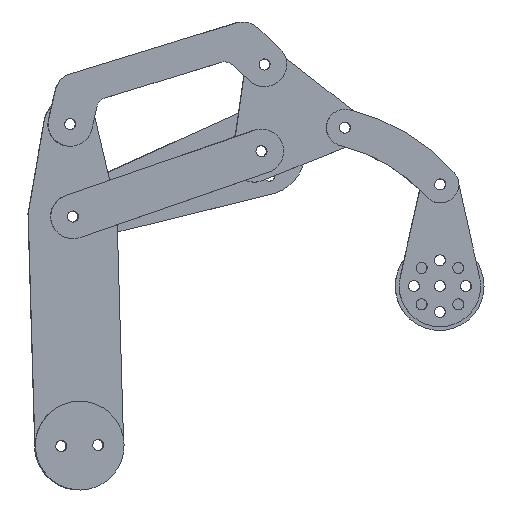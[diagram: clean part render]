
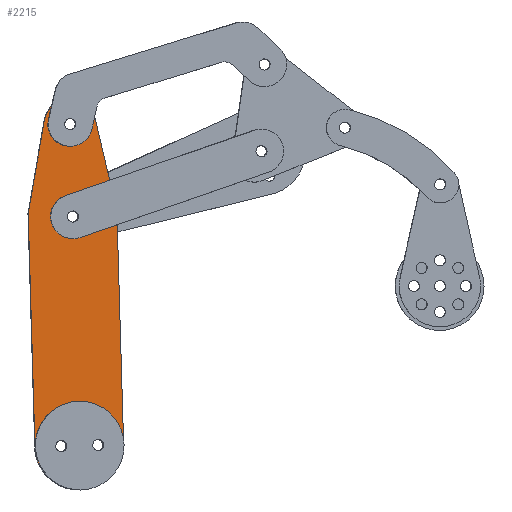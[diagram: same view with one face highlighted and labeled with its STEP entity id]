
A CAD part, top view. The second image highlights one B-rep face of the part: STEP entity #2215.
In plain terms, the highlighted face is planar.
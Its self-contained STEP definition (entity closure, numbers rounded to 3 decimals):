
#9 = CARTESIAN_POINT ( 'NONE',  ( 25., 0., 4. ) ) ;
#64 = ORIENTED_EDGE ( 'NONE', *, *, #2161, .T. ) ;
#128 = FACE_BOUND ( 'NONE', #4910, .T. ) ;
#222 = CARTESIAN_POINT ( 'NONE',  ( 87., 5., 4. ) ) ;
#244 = AXIS2_PLACEMENT_3D ( 'NONE', #2865, #3725, #2407 ) ;
#303 = AXIS2_PLACEMENT_3D ( 'NONE', #321, #4049, #1744 ) ;
#321 = CARTESIAN_POINT ( 'NONE',  ( 25., 0., 4. ) ) ;
#339 = VERTEX_POINT ( 'NONE', #5212 ) ;
#435 = AXIS2_PLACEMENT_3D ( 'NONE', #4008, #2699, #5020 ) ;
#450 = DIRECTION ( 'NONE',  ( 1., 0., 0. ) ) ;
#537 = VERTEX_POINT ( 'NONE', #4262 ) ;
#553 = CARTESIAN_POINT ( 'NONE',  ( -1.4, -6.859, 4. ) ) ;
#586 = CARTESIAN_POINT ( 'NONE',  ( 87., 12., 4. ) ) ;
#603 = VECTOR ( 'NONE', #5548, 1000. ) ;
#610 = AXIS2_PLACEMENT_3D ( 'NONE', #918, #1989, #2821 ) ;
#637 = DIRECTION ( 'NONE',  ( 1., 0., 0. ) ) ;
#901 = ORIENTED_EDGE ( 'NONE', *, *, #1453, .F. ) ;
#918 = CARTESIAN_POINT ( 'NONE',  ( 87., -5., 4. ) ) ;
#948 = EDGE_CURVE ( 'NONE', #4921, #5029, #3936, .T. ) ;
#954 = DIRECTION ( 'NONE',  ( 0., 0., 1. ) ) ;
#958 = EDGE_LOOP ( 'NONE', ( #5649, #1955 ) ) ;
#997 = FACE_BOUND ( 'NONE', #5262, .T. ) ;
#999 = ORIENTED_EDGE ( 'NONE', *, *, #4254, .F. ) ;
#1004 = CARTESIAN_POINT ( 'NONE',  ( 0., 0., 4. ) ) ;
#1028 = CARTESIAN_POINT ( 'NONE',  ( 22.6, 11.758, 4. ) ) ;
#1038 = AXIS2_PLACEMENT_3D ( 'NONE', #3792, #5285, #5229 ) ;
#1152 = CARTESIAN_POINT ( 'NONE',  ( 0., 12., 4. ) ) ;
#1348 = VERTEX_POINT ( 'NONE', #1364 ) ;
#1364 = CARTESIAN_POINT ( 'NONE',  ( 85.5, 5., 4. ) ) ;
#1406 = CARTESIAN_POINT ( 'NONE',  ( 0., 0., 4. ) ) ;
#1443 = AXIS2_PLACEMENT_3D ( 'NONE', #4653, #954, #4181 ) ;
#1453 = EDGE_CURVE ( 'NONE', #5749, #5390, #5900, .T. ) ;
#1504 = CIRCLE ( 'NONE', #4906, 7. ) ;
#1583 = AXIS2_PLACEMENT_3D ( 'NONE', #222, #2442, #4898 ) ;
#1598 = LINE ( 'NONE', #5826, #2199 ) ;
#1649 = VERTEX_POINT ( 'NONE', #1979 ) ;
#1665 = EDGE_CURVE ( 'NONE', #4960, #339, #1598, .T. ) ;
#1744 = DIRECTION ( 'NONE',  ( 1., 0., 0. ) ) ;
#1819 = AXIS2_PLACEMENT_3D ( 'NONE', #1004, #5571, #6009 ) ;
#1834 = ORIENTED_EDGE ( 'NONE', *, *, #4967, .F. ) ;
#1911 = DIRECTION ( 'NONE',  ( 0., 0., 1. ) ) ;
#1932 = ORIENTED_EDGE ( 'NONE', *, *, #3546, .T. ) ;
#1943 = EDGE_CURVE ( 'NONE', #2777, #2226, #4556, .T. ) ;
#1955 = ORIENTED_EDGE ( 'NONE', *, *, #5442, .F. ) ;
#1970 = EDGE_CURVE ( 'NONE', #2785, #5059, #5607, .T. ) ;
#1972 = CARTESIAN_POINT ( 'NONE',  ( 88.5, 5., 4. ) ) ;
#1979 = CARTESIAN_POINT ( 'NONE',  ( -1.4, -6.859, 4. ) ) ;
#1989 = DIRECTION ( 'NONE',  ( 0., 0., 1. ) ) ;
#2032 = ORIENTED_EDGE ( 'NONE', *, *, #948, .T. ) ;
#2091 = DIRECTION ( 'NONE',  ( 0., 0., 1. ) ) ;
#2161 = EDGE_CURVE ( 'NONE', #537, #3543, #2588, .T. ) ;
#2181 = CIRCLE ( 'NONE', #435, 1.5 ) ;
#2199 = VECTOR ( 'NONE', #4882, 1000. ) ;
#2206 = AXIS2_PLACEMENT_3D ( 'NONE', #4816, #2091, #3955 ) ;
#2215 = ADVANCED_FACE ( 'NONE', ( #2395, #4725, #128, #997, #2486 ), #4359, .T. ) ;
#2226 = VERTEX_POINT ( 'NONE', #2936 ) ;
#2253 = AXIS2_PLACEMENT_3D ( 'NONE', #1406, #1911, #450 ) ;
#2286 = AXIS2_PLACEMENT_3D ( 'NONE', #9, #4193, #3305 ) ;
#2395 = FACE_OUTER_BOUND ( 'NONE', #6019, .T. ) ;
#2407 = DIRECTION ( 'NONE',  ( 1., 0., 0. ) ) ;
#2437 = CIRCLE ( 'NONE', #2253, 1.5 ) ;
#2442 = DIRECTION ( 'NONE',  ( 0., 0., 1. ) ) ;
#2486 = FACE_BOUND ( 'NONE', #5395, .T. ) ;
#2535 = DIRECTION ( 'NONE',  ( 1., 0., 0. ) ) ;
#2560 = VERTEX_POINT ( 'NONE', #586 ) ;
#2562 = VECTOR ( 'NONE', #2831, 1000. ) ;
#2586 = CARTESIAN_POINT ( 'NONE',  ( -7., 0., 4. ) ) ;
#2588 = CIRCLE ( 'NONE', #2206, 7. ) ;
#2699 = DIRECTION ( 'NONE',  ( 0., 0., 1. ) ) ;
#2727 = EDGE_CURVE ( 'NONE', #4921, #2560, #4954, .T. ) ;
#2748 = AXIS2_PLACEMENT_3D ( 'NONE', #3863, #3433, #637 ) ;
#2768 = DIRECTION ( 'NONE',  ( 1., 0., 0. ) ) ;
#2777 = VERTEX_POINT ( 'NONE', #3905 ) ;
#2785 = VERTEX_POINT ( 'NONE', #4838 ) ;
#2821 = DIRECTION ( 'NONE',  ( 1., 0., 0. ) ) ;
#2831 = DIRECTION ( 'NONE',  ( -0.98, 0.2, 0. ) ) ;
#2865 = CARTESIAN_POINT ( 'NONE',  ( 87., -5., 4. ) ) ;
#2929 = CIRCLE ( 'NONE', #1583, 1.5 ) ;
#2936 = CARTESIAN_POINT ( 'NONE',  ( 20.1, 0., 4. ) ) ;
#3012 = ORIENTED_EDGE ( 'NONE', *, *, #3830, .F. ) ;
#3130 = CARTESIAN_POINT ( 'NONE',  ( 25., 12., 4. ) ) ;
#3177 = ORIENTED_EDGE ( 'NONE', *, *, #3347, .F. ) ;
#3231 = LINE ( 'NONE', #4621, #603 ) ;
#3305 = DIRECTION ( 'NONE',  ( 1., 0., 0. ) ) ;
#3335 = CIRCLE ( 'NONE', #610, 1.5 ) ;
#3347 = EDGE_CURVE ( 'NONE', #537, #5029, #3231, .T. ) ;
#3433 = DIRECTION ( 'NONE',  ( 0., 0., 1. ) ) ;
#3543 = VERTEX_POINT ( 'NONE', #2586 ) ;
#3546 = EDGE_CURVE ( 'NONE', #339, #2560, #3726, .T. ) ;
#3668 = VECTOR ( 'NONE', #2535, 1000. ) ;
#3725 = DIRECTION ( 'NONE',  ( 0., 0., 1. ) ) ;
#3726 = CIRCLE ( 'NONE', #2748, 12. ) ;
#3792 = CARTESIAN_POINT ( 'NONE',  ( 0., 0., 4. ) ) ;
#3830 = EDGE_CURVE ( 'NONE', #5390, #5749, #3335, .T. ) ;
#3863 = CARTESIAN_POINT ( 'NONE',  ( 87., 0., 4. ) ) ;
#3896 = CARTESIAN_POINT ( 'NONE',  ( 85.5, -5., 4. ) ) ;
#3905 = CARTESIAN_POINT ( 'NONE',  ( 29.9, 0., 4. ) ) ;
#3906 = EDGE_CURVE ( 'NONE', #3543, #1649, #1504, .T. ) ;
#3936 = CIRCLE ( 'NONE', #2286, 12. ) ;
#3955 = DIRECTION ( 'NONE',  ( 1., 0., 0. ) ) ;
#3999 = ORIENTED_EDGE ( 'NONE', *, *, #1970, .F. ) ;
#4008 = CARTESIAN_POINT ( 'NONE',  ( 87., 5., 4. ) ) ;
#4047 = ORIENTED_EDGE ( 'NONE', *, *, #1665, .T. ) ;
#4049 = DIRECTION ( 'NONE',  ( 0., 0., 1. ) ) ;
#4124 = ORIENTED_EDGE ( 'NONE', *, *, #2727, .F. ) ;
#4181 = DIRECTION ( 'NONE',  ( 1., 0., 0. ) ) ;
#4193 = DIRECTION ( 'NONE',  ( 0., 0., 1. ) ) ;
#4206 = VERTEX_POINT ( 'NONE', #1972 ) ;
#4254 = EDGE_CURVE ( 'NONE', #4960, #1649, #4735, .T. ) ;
#4262 = CARTESIAN_POINT ( 'NONE',  ( -1.4, 6.859, 4. ) ) ;
#4355 = ORIENTED_EDGE ( 'NONE', *, *, #5068, .F. ) ;
#4359 = PLANE ( 'NONE',  #1038 ) ;
#4556 = CIRCLE ( 'NONE', #1443, 4.9 ) ;
#4621 = CARTESIAN_POINT ( 'NONE',  ( -1.4, 6.859, 4. ) ) ;
#4642 = CARTESIAN_POINT ( 'NONE',  ( 1.5, 0., 4. ) ) ;
#4653 = CARTESIAN_POINT ( 'NONE',  ( 25., 0., 4. ) ) ;
#4674 = CARTESIAN_POINT ( 'NONE',  ( 0., 0., 4. ) ) ;
#4725 = FACE_BOUND ( 'NONE', #958, .T. ) ;
#4735 = LINE ( 'NONE', #553, #2562 ) ;
#4816 = CARTESIAN_POINT ( 'NONE',  ( 0., 0., 4. ) ) ;
#4838 = CARTESIAN_POINT ( 'NONE',  ( -1.5, 0., 4. ) ) ;
#4882 = DIRECTION ( 'NONE',  ( 1., 0., 0. ) ) ;
#4898 = DIRECTION ( 'NONE',  ( 1., 0., 0. ) ) ;
#4906 = AXIS2_PLACEMENT_3D ( 'NONE', #4674, #5602, #2768 ) ;
#4910 = EDGE_LOOP ( 'NONE', ( #3012, #901 ) ) ;
#4917 = ORIENTED_EDGE ( 'NONE', *, *, #3906, .T. ) ;
#4921 = VERTEX_POINT ( 'NONE', #3130 ) ;
#4954 = LINE ( 'NONE', #1152, #3668 ) ;
#4960 = VERTEX_POINT ( 'NONE', #5417 ) ;
#4967 = EDGE_CURVE ( 'NONE', #2226, #2777, #5367, .T. ) ;
#5020 = DIRECTION ( 'NONE',  ( 1., 0., 0. ) ) ;
#5029 = VERTEX_POINT ( 'NONE', #1028 ) ;
#5059 = VERTEX_POINT ( 'NONE', #4642 ) ;
#5068 = EDGE_CURVE ( 'NONE', #5059, #2785, #2437, .T. ) ;
#5128 = ORIENTED_EDGE ( 'NONE', *, *, #1943, .F. ) ;
#5205 = EDGE_CURVE ( 'NONE', #4206, #1348, #2929, .T. ) ;
#5212 = CARTESIAN_POINT ( 'NONE',  ( 87., -12., 4. ) ) ;
#5229 = DIRECTION ( 'NONE',  ( 1., 0., 0. ) ) ;
#5262 = EDGE_LOOP ( 'NONE', ( #3999, #4355 ) ) ;
#5285 = DIRECTION ( 'NONE',  ( 0., 0., 1. ) ) ;
#5367 = CIRCLE ( 'NONE', #303, 4.9 ) ;
#5390 = VERTEX_POINT ( 'NONE', #5929 ) ;
#5395 = EDGE_LOOP ( 'NONE', ( #1834, #5128 ) ) ;
#5417 = CARTESIAN_POINT ( 'NONE',  ( 23.788, -12., 4. ) ) ;
#5442 = EDGE_CURVE ( 'NONE', #1348, #4206, #2181, .T. ) ;
#5548 = DIRECTION ( 'NONE',  ( 0.98, 0.2, 0. ) ) ;
#5571 = DIRECTION ( 'NONE',  ( 0., 0., 1. ) ) ;
#5602 = DIRECTION ( 'NONE',  ( 0., 0., 1. ) ) ;
#5607 = CIRCLE ( 'NONE', #1819, 1.5 ) ;
#5649 = ORIENTED_EDGE ( 'NONE', *, *, #5205, .F. ) ;
#5749 = VERTEX_POINT ( 'NONE', #3896 ) ;
#5826 = CARTESIAN_POINT ( 'NONE',  ( 0., -12., 4. ) ) ;
#5900 = CIRCLE ( 'NONE', #244, 1.5 ) ;
#5929 = CARTESIAN_POINT ( 'NONE',  ( 88.5, -5., 4. ) ) ;
#6009 = DIRECTION ( 'NONE',  ( 1., 0., 0. ) ) ;
#6019 = EDGE_LOOP ( 'NONE', ( #64, #4917, #999, #4047, #1932, #4124, #2032, #3177 ) ) ;
